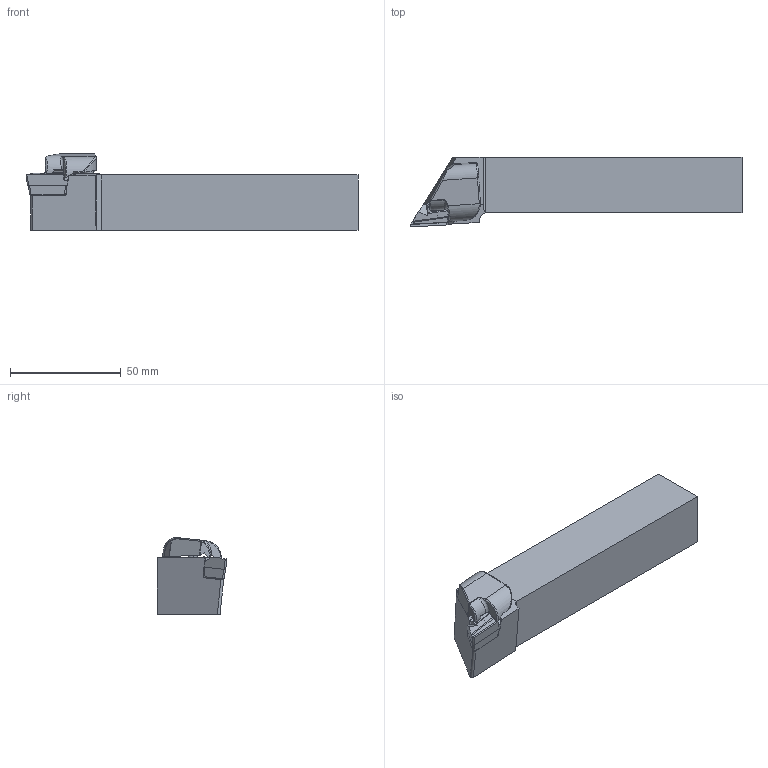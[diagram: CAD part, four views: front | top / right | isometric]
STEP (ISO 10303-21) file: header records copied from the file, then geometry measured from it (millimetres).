
FILE_DESCRIPTION (( 'STEP AP214' ), '1' );
FILE_NAME ('CKJNR-2525-M16-LIGHT.STEP', '2023-10-27T08:34:22', ( '' ), ( '' ), 'SwSTEP 2.0', 'SolidWorks 2018', '' );
FILE_SCHEMA (( 'AUTOMOTIVE_DESIGN' ));
Length unit declared in the file: millimetre
Products named in the file (1): CKJNR-2525-M16-LIGHT
Bounding box: 150 x 31.5 x 34.61 mm (x, y, z)
Volume: 92296.6 mm3; surface area: 17787.5 mm2
Topology: 2 solids, 3 shells, 156 faces, 405 edges, 252 vertices
Faces by surface type: plane 84, cylinder 41, bspline 21, cone 8, torus 2
Entity records: 9139 total; most frequent: CARTESIAN_POINT 3899, ORIENTED_EDGE 802, DIRECTION 621, EDGE_CURVE 401, VERTEX_POINT 252, LINE 241, VECTOR 241, AXIS2_PLACEMENT_3D 190
